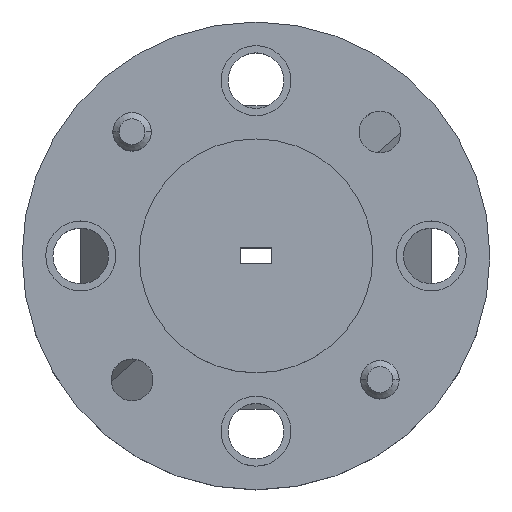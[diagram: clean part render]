
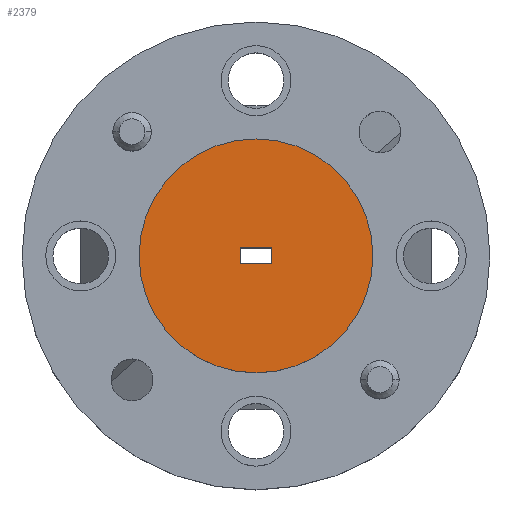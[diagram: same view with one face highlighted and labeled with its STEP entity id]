
A CAD part, top view. The second image highlights one B-rep face of the part: STEP entity #2379.
In plain terms, the highlighted planar face has unit normal (0, 0, 1).
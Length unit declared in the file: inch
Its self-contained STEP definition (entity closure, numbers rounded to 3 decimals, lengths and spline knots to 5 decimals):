
#1 = DIRECTION ( 'NONE',  ( 0., 1., 0. ) ) ;
#11 = ORIENTED_EDGE ( 'NONE', *, *, #2461, .T. ) ;
#80 = ORIENTED_EDGE ( 'NONE', *, *, #1700, .F. ) ;
#136 = VERTEX_POINT ( 'NONE', #303 ) ;
#268 = CARTESIAN_POINT ( 'NONE',  ( 0., 0., 0.037 ) ) ;
#285 = FACE_BOUND ( 'NONE', #2305, .T. ) ;
#297 = DIRECTION ( 'NONE',  ( 0., 0., 1. ) ) ;
#303 = CARTESIAN_POINT ( 'NONE',  ( -0.0255, -0.01275, 0.037 ) ) ;
#304 = VECTOR ( 'NONE', #1, 39.37008 ) ;
#405 = CARTESIAN_POINT ( 'NONE',  ( 0.0255, 0.01275, 0.037 ) ) ;
#426 = VERTEX_POINT ( 'NONE', #405 ) ;
#429 = ORIENTED_EDGE ( 'NONE', *, *, #1554, .F. ) ;
#450 = AXIS2_PLACEMENT_3D ( 'NONE', #268, #632, #2141 ) ;
#453 = DIRECTION ( 'NONE',  ( 0., 0., 1. ) ) ;
#528 = ORIENTED_EDGE ( 'NONE', *, *, #1284, .F. ) ;
#548 = VERTEX_POINT ( 'NONE', #1025 ) ;
#584 = VECTOR ( 'NONE', #1462, 39.37008 ) ;
#632 = DIRECTION ( 'NONE',  ( 0., 0., 1. ) ) ;
#734 = CARTESIAN_POINT ( 'NONE',  ( 0.0255, -0.01275, 0.037 ) ) ;
#736 = VERTEX_POINT ( 'NONE', #734 ) ;
#790 = EDGE_CURVE ( 'NONE', #1599, #2205, #1860, .T. ) ;
#863 = LINE ( 'NONE', #1041, #584 ) ;
#914 = CARTESIAN_POINT ( 'NONE',  ( -0.0255, -0.01275, 0.037 ) ) ;
#935 = LINE ( 'NONE', #1706, #304 ) ;
#948 = LINE ( 'NONE', #914, #1949 ) ;
#1025 = CARTESIAN_POINT ( 'NONE',  ( -0.0255, 0.01275, 0.037 ) ) ;
#1041 = CARTESIAN_POINT ( 'NONE',  ( -0.0255, -0.01275, 0.037 ) ) ;
#1067 = VECTOR ( 'NONE', #2301, 39.37008 ) ;
#1074 = CARTESIAN_POINT ( 'NONE',  ( -0.0255, 0.01275, 0.037 ) ) ;
#1186 = ORIENTED_EDGE ( 'NONE', *, *, #790, .T. ) ;
#1284 = EDGE_CURVE ( 'NONE', #426, #548, #1810, .T. ) ;
#1287 = CARTESIAN_POINT ( 'NONE',  ( 0.1875, 0., 0.037 ) ) ;
#1455 = ORIENTED_EDGE ( 'NONE', *, *, #2082, .F. ) ;
#1458 = CARTESIAN_POINT ( 'NONE',  ( 0., 0., 0.037 ) ) ;
#1462 = DIRECTION ( 'NONE',  ( 1., 0., 0. ) ) ;
#1554 = EDGE_CURVE ( 'NONE', #136, #736, #863, .T. ) ;
#1599 = VERTEX_POINT ( 'NONE', #1287 ) ;
#1604 = DIRECTION ( 'NONE',  ( 1., 0., 0. ) ) ;
#1645 = PLANE ( 'NONE',  #1993 ) ;
#1700 = EDGE_CURVE ( 'NONE', #736, #426, #935, .T. ) ;
#1706 = CARTESIAN_POINT ( 'NONE',  ( 0.0255, -0.01275, 0.037 ) ) ;
#1810 = LINE ( 'NONE', #1074, #1067 ) ;
#1860 = CIRCLE ( 'NONE', #450, 0.1875 ) ;
#1896 = DIRECTION ( 'NONE',  ( 0., -1., 0. ) ) ;
#1949 = VECTOR ( 'NONE', #1896, 39.37008 ) ;
#1993 = AXIS2_PLACEMENT_3D ( 'NONE', #1458, #453, #2421 ) ;
#2023 = CARTESIAN_POINT ( 'NONE',  ( 0., 0., 0.037 ) ) ;
#2082 = EDGE_CURVE ( 'NONE', #548, #136, #948, .T. ) ;
#2141 = DIRECTION ( 'NONE',  ( 1., 0., 0. ) ) ;
#2168 = FACE_OUTER_BOUND ( 'NONE', #2199, .T. ) ;
#2199 = EDGE_LOOP ( 'NONE', ( #11, #1186 ) ) ;
#2205 = VERTEX_POINT ( 'NONE', #2353 ) ;
#2285 = AXIS2_PLACEMENT_3D ( 'NONE', #2023, #297, #1604 ) ;
#2301 = DIRECTION ( 'NONE',  ( -1., 0., 0. ) ) ;
#2305 = EDGE_LOOP ( 'NONE', ( #80, #429, #1455, #528 ) ) ;
#2353 = CARTESIAN_POINT ( 'NONE',  ( -0.1875, 0., 0.037 ) ) ;
#2379 = ADVANCED_FACE ( 'NONE', ( #285, #2168 ), #1645, .T. ) ;
#2411 = CIRCLE ( 'NONE', #2285, 0.1875 ) ;
#2421 = DIRECTION ( 'NONE',  ( 1., 0., 0. ) ) ;
#2461 = EDGE_CURVE ( 'NONE', #2205, #1599, #2411, .T. ) ;
